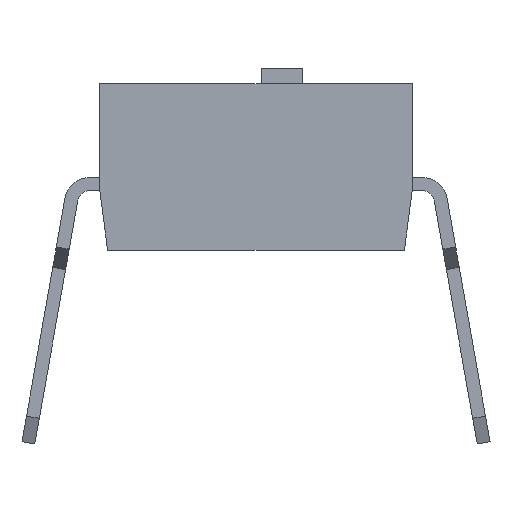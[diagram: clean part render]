
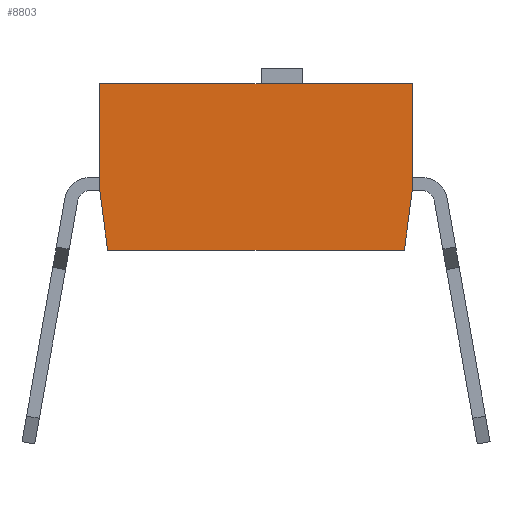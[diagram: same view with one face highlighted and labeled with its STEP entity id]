
A CAD part, left-side view. The second image highlights one B-rep face of the part: STEP entity #8803.
In plain terms, the highlighted planar face has unit normal (-1, 0, 0).
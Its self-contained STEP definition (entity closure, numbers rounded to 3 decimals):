
#4720=CARTESIAN_POINT('',(-6.35,3.,3.2));
#4721=VERTEX_POINT('',#4720);
#4728=CARTESIAN_POINT('',(-6.35,-3.,3.2));
#4729=VERTEX_POINT('',#4728);
#4730=CARTESIAN_POINT('',(-6.35,-3.,3.2));
#4731=DIRECTION('',(0.0,1.0,0.0));
#4732=VECTOR('',#4731,6.);
#4733=LINE('',#4730,#4732);
#4734=EDGE_CURVE('',#4729,#4721,#4733,.T.);
#6172=CARTESIAN_POINT('',(-6.35,-3.,1.15));
#6173=VERTEX_POINT('',#6172);
#6174=CARTESIAN_POINT('',(-6.35,-3.,1.15));
#6175=DIRECTION('',(0.0,0.0,1.0));
#6176=VECTOR('',#6175,2.05);
#6177=LINE('',#6174,#6176);
#6178=EDGE_CURVE('',#6173,#4729,#6177,.T.);
#8613=CARTESIAN_POINT('',(-6.35,3.0,1.15));
#8614=VERTEX_POINT('',#8613);
#8615=CARTESIAN_POINT('',(-6.35,2.85,0.0));
#8616=VERTEX_POINT('',#8615);
#8617=CARTESIAN_POINT('',(-6.35,3.0,1.15));
#8618=DIRECTION('',(0.0,-0.129,-0.992));
#8619=VECTOR('',#8618,1.16);
#8620=LINE('',#8617,#8619);
#8621=EDGE_CURVE('',#8614,#8616,#8620,.T.);
#8688=CARTESIAN_POINT('',(-6.35,-2.85,0.0));
#8689=VERTEX_POINT('',#8688);
#8690=CARTESIAN_POINT('',(-6.35,-2.85,0.0));
#8691=DIRECTION('',(0.0,-0.129,0.992));
#8692=VECTOR('',#8691,1.16);
#8693=LINE('',#8690,#8692);
#8694=EDGE_CURVE('',#8689,#6173,#8693,.T.);
#8747=CARTESIAN_POINT('',(-6.35,3.0,1.15));
#8748=DIRECTION('',(0.0,0.0,1.0));
#8749=VECTOR('',#8748,2.05);
#8750=LINE('',#8747,#8749);
#8751=EDGE_CURVE('',#8614,#4721,#8750,.T.);
#8785=CARTESIAN_POINT('',(-6.35,-3.,0.0));
#8786=DIRECTION('',(-1.0,0.0,0.0));
#8787=DIRECTION('',(0.0,0.0,1.0));
#8788=AXIS2_PLACEMENT_3D('',#8785,#8786,#8787);
#8789=PLANE('',#8788);
#8790=ORIENTED_EDGE('',*,*,#8621,.T.);
#8791=CARTESIAN_POINT('',(-6.35,-2.85,0.0));
#8792=DIRECTION('',(0.0,1.0,0.0));
#8793=VECTOR('',#8792,5.7);
#8794=LINE('',#8791,#8793);
#8795=EDGE_CURVE('',#8689,#8616,#8794,.T.);
#8796=ORIENTED_EDGE('',*,*,#8795,.F.);
#8797=ORIENTED_EDGE('',*,*,#8694,.T.);
#8798=ORIENTED_EDGE('',*,*,#6178,.T.);
#8799=ORIENTED_EDGE('',*,*,#4734,.T.);
#8800=ORIENTED_EDGE('',*,*,#8751,.F.);
#8801=EDGE_LOOP('',(#8790,#8796,#8797,#8798,#8799,#8800));
#8802=FACE_OUTER_BOUND('',#8801,.T.);
#8803=ADVANCED_FACE('',(#8802),#8789,.T.);
